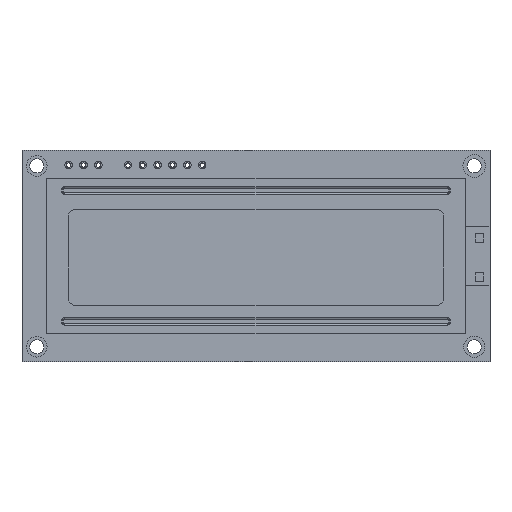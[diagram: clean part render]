
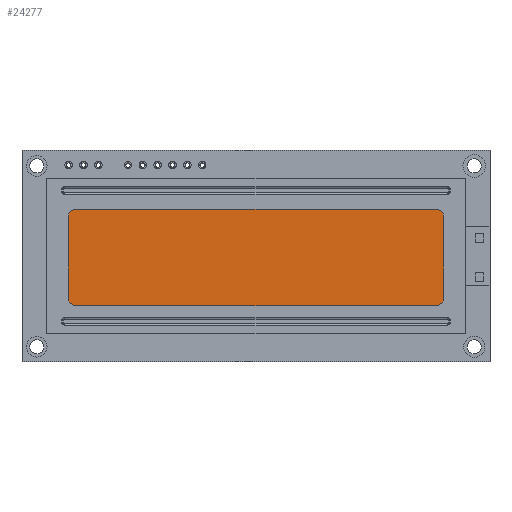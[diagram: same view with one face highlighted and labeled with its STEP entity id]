
A CAD part, top view. The second image highlights one B-rep face of the part: STEP entity #24277.
In plain terms, the highlighted planar face has unit normal (0, 0, 1).
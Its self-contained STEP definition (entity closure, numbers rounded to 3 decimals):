
#318 = ORIENTED_EDGE ( 'NONE', *, *, #12668, .T. ) ;
#607 = ORIENTED_EDGE ( 'NONE', *, *, #27530, .T. ) ;
#661 = LINE ( 'NONE', #4053, #12920 ) ;
#966 = CARTESIAN_POINT ( 'NONE',  ( -30.861, 8.026, 9.474 ) ) ;
#1131 = CIRCLE ( 'NONE', #13002, 1.27 ) ;
#1560 = VERTEX_POINT ( 'NONE', #22170 ) ;
#2248 = DIRECTION ( 'NONE',  ( 1., 0., 0. ) ) ;
#2546 = CARTESIAN_POINT ( 'NONE',  ( 32.131, 6.756, 9.474 ) ) ;
#2835 = LINE ( 'NONE', #5740, #18332 ) ;
#2899 = VERTEX_POINT ( 'NONE', #966 ) ;
#3147 = VERTEX_POINT ( 'NONE', #22894 ) ;
#3377 = CARTESIAN_POINT ( 'NONE',  ( -32.131, 6.756, 9.474 ) ) ;
#3531 = DIRECTION ( 'NONE',  ( 0., 1., 0. ) ) ;
#4053 = CARTESIAN_POINT ( 'NONE',  ( -30.861, -8.534, 9.474 ) ) ;
#5537 = CARTESIAN_POINT ( 'NONE',  ( -30.861, 6.756, 9.474 ) ) ;
#5740 = CARTESIAN_POINT ( 'NONE',  ( 32.131, 6.756, 9.474 ) ) ;
#6748 = ORIENTED_EDGE ( 'NONE', *, *, #9732, .T. ) ;
#6923 = DIRECTION ( 'NONE',  ( 0., 0., 1. ) ) ;
#7699 = CIRCLE ( 'NONE', #28796, 1.27 ) ;
#7885 = DIRECTION ( 'NONE',  ( 1., 0., 0. ) ) ;
#8339 = DIRECTION ( 'NONE',  ( -1., 0., 0. ) ) ;
#8606 = DIRECTION ( 'NONE',  ( 0., 0., 1. ) ) ;
#8795 = VERTEX_POINT ( 'NONE', #3377 ) ;
#9137 = ORIENTED_EDGE ( 'NONE', *, *, #12081, .T. ) ;
#9732 = EDGE_CURVE ( 'NONE', #18929, #19088, #2835, .T. ) ;
#11191 = CARTESIAN_POINT ( 'NONE',  ( 32.131, -7.264, 9.474 ) ) ;
#11876 = ORIENTED_EDGE ( 'NONE', *, *, #15380, .T. ) ;
#12081 = EDGE_CURVE ( 'NONE', #1560, #2899, #17958, .T. ) ;
#12668 = EDGE_CURVE ( 'NONE', #22545, #3147, #13948, .T. ) ;
#12920 = VECTOR ( 'NONE', #20225, 1000. ) ;
#13002 = AXIS2_PLACEMENT_3D ( 'NONE', #13311, #29473, #15637 ) ;
#13311 = CARTESIAN_POINT ( 'NONE',  ( 30.861, 6.756, 9.474 ) ) ;
#13677 = EDGE_CURVE ( 'NONE', #8795, #22545, #14958, .T. ) ;
#13889 = FACE_OUTER_BOUND ( 'NONE', #24059, .T. ) ;
#13948 = CIRCLE ( 'NONE', #24342, 1.27 ) ;
#14127 = DIRECTION ( 'NONE',  ( 0., -1., 0. ) ) ;
#14664 = EDGE_CURVE ( 'NONE', #27696, #18929, #7699, .T. ) ;
#14958 = LINE ( 'NONE', #18757, #21147 ) ;
#15380 = EDGE_CURVE ( 'NONE', #2899, #8795, #24679, .T. ) ;
#15637 = DIRECTION ( 'NONE',  ( 1., 0., 0. ) ) ;
#16057 = DIRECTION ( 'NONE',  ( 0., 0., 1. ) ) ;
#17743 = AXIS2_PLACEMENT_3D ( 'NONE', #5537, #21767, #7885 ) ;
#17797 = ORIENTED_EDGE ( 'NONE', *, *, #13677, .T. ) ;
#17958 = LINE ( 'NONE', #29148, #24164 ) ;
#18269 = PLANE ( 'NONE',  #20609 ) ;
#18332 = VECTOR ( 'NONE', #3531, 1000. ) ;
#18744 = CARTESIAN_POINT ( 'NONE',  ( 30.861, -8.534, 9.474 ) ) ;
#18757 = CARTESIAN_POINT ( 'NONE',  ( -32.131, 6.756, 9.474 ) ) ;
#18929 = VERTEX_POINT ( 'NONE', #11191 ) ;
#19088 = VERTEX_POINT ( 'NONE', #2546 ) ;
#20225 = DIRECTION ( 'NONE',  ( 1., 0., 0. ) ) ;
#20563 = ORIENTED_EDGE ( 'NONE', *, *, #14664, .T. ) ;
#20609 = AXIS2_PLACEMENT_3D ( 'NONE', #29917, #16057, #2248 ) ;
#20782 = CARTESIAN_POINT ( 'NONE',  ( 30.861, -7.264, 9.474 ) ) ;
#21147 = VECTOR ( 'NONE', #14127, 1000. ) ;
#21767 = DIRECTION ( 'NONE',  ( 0., 0., 1. ) ) ;
#22170 = CARTESIAN_POINT ( 'NONE',  ( 30.861, 8.026, 9.474 ) ) ;
#22480 = CARTESIAN_POINT ( 'NONE',  ( -30.861, -7.264, 9.474 ) ) ;
#22545 = VERTEX_POINT ( 'NONE', #24481 ) ;
#22894 = CARTESIAN_POINT ( 'NONE',  ( -30.861, -8.534, 9.474 ) ) ;
#23133 = DIRECTION ( 'NONE',  ( 1., 0., 0. ) ) ;
#24059 = EDGE_LOOP ( 'NONE', ( #11876, #17797, #318, #27219, #20563, #6748, #607, #9137 ) ) ;
#24164 = VECTOR ( 'NONE', #8339, 1000. ) ;
#24277 = ADVANCED_FACE ( 'NONE', ( #13889 ), #18269, .T. ) ;
#24342 = AXIS2_PLACEMENT_3D ( 'NONE', #22480, #8606, #24802 ) ;
#24481 = CARTESIAN_POINT ( 'NONE',  ( -32.131, -7.264, 9.474 ) ) ;
#24679 = CIRCLE ( 'NONE', #17743, 1.27 ) ;
#24802 = DIRECTION ( 'NONE',  ( -1., 0., 0. ) ) ;
#27219 = ORIENTED_EDGE ( 'NONE', *, *, #28495, .T. ) ;
#27530 = EDGE_CURVE ( 'NONE', #19088, #1560, #1131, .T. ) ;
#27696 = VERTEX_POINT ( 'NONE', #18744 ) ;
#28495 = EDGE_CURVE ( 'NONE', #3147, #27696, #661, .T. ) ;
#28796 = AXIS2_PLACEMENT_3D ( 'NONE', #20782, #6923, #23133 ) ;
#29148 = CARTESIAN_POINT ( 'NONE',  ( -30.861, 8.026, 9.474 ) ) ;
#29473 = DIRECTION ( 'NONE',  ( 0., 0., 1. ) ) ;
#29917 = CARTESIAN_POINT ( 'NONE',  ( -30.861, 6.756, 9.474 ) ) ;
